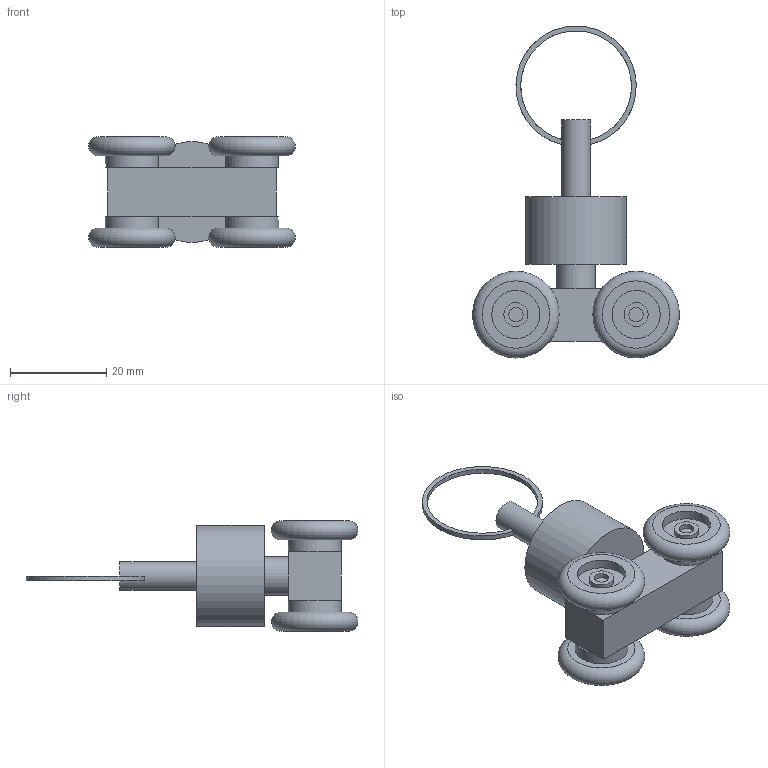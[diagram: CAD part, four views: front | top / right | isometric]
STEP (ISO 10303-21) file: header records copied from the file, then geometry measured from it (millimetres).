
FILE_DESCRIPTION((''),'2;1');
FILE_NAME('86319.stp','2014-09-30T15:26:09',('Admin'),(''),'Autodesk Inventor 2013','Autodesk Inventor 2013','');
FILE_SCHEMA(('AUTOMOTIVE_DESIGN { 1 0 10303 214 1 1 1 1 }'));
Length unit declared in the file: millimetre
Products named in the file (1): 86319
Bounding box: 42.99 x 69 x 23 mm (x, y, z)
Volume: 13546.9 mm3; surface area: 6396.4 mm2
Topology: 1 solids, 1 shells, 68 faces, 126 edges, 78 vertices
Faces by surface type: plane 43, cylinder 21, torus 4
Full cylindrical faces by diameter (mm): 3 x4, 5 x4, 6 x1, 8 x1, 10 x4, 11 x4, 21 x1
Entity records: 1593 total; most frequent: DIRECTION 294, CARTESIAN_POINT 253, ORIENTED_EDGE 196, AXIS2_PLACEMENT_3D 131, EDGE_LOOP 112, EDGE_CURVE 98, VERTEX_POINT 74, FACE_OUTER_BOUND 68
